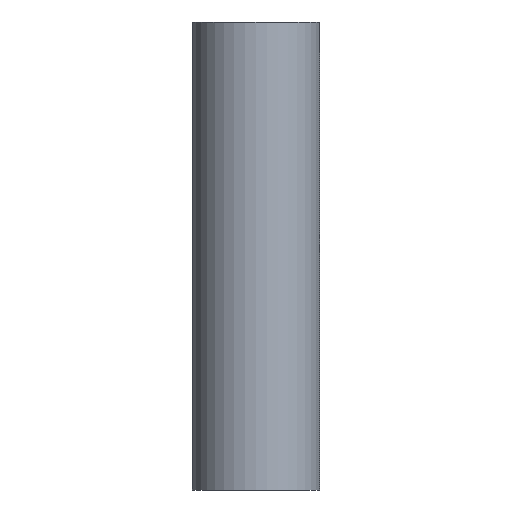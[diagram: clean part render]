
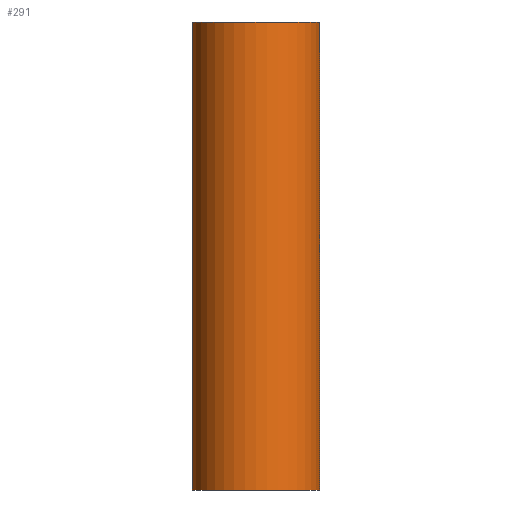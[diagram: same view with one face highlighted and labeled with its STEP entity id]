
A CAD part, left-side view. The second image highlights one B-rep face of the part: STEP entity #291.
In plain terms, the highlighted cylindrical face has radius 9.5 mm (diameter 19 mm), a full revolution.
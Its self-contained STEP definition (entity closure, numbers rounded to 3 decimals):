
#192=CARTESIAN_POINT('',(0.0,0.0,-70.0));
#193=DIRECTION('',(0.0,0.0,1.0));
#194=DIRECTION('',(-1.0,0.0,0.0));
#195=AXIS2_PLACEMENT_3D('',#192,#193,#194);
#196=CYLINDRICAL_SURFACE('',#195,9.5);
#197=CARTESIAN_POINT('',(9.5,0.,-70.0));
#198=VERTEX_POINT('',#197);
#199=CARTESIAN_POINT('',(0.0,0.0,-70.0));
#200=DIRECTION('',(0.0,0.0,-1.0));
#201=DIRECTION('',(-1.0,0.0,0.0));
#202=AXIS2_PLACEMENT_3D('',#199,#200,#201);
#203=CIRCLE('',#202,9.5);
#204=EDGE_CURVE('',#198,#198,#203,.T.);
#205=ORIENTED_EDGE('',*,*,#204,.F.);
#206=EDGE_LOOP('',(#205));
#207=FACE_OUTER_BOUND('',#206,.T.);
#208=CARTESIAN_POINT('',(0.,-9.5,0.));
#209=VERTEX_POINT('',#208);
#210=CARTESIAN_POINT('',(0.,9.5,0.));
#211=VERTEX_POINT('',#210);
#212=CARTESIAN_POINT('',(0.,-9.5,0.));
#213=CARTESIAN_POINT('',(0.,-9.5,-0.057));
#214=CARTESIAN_POINT('',(0.,-9.5,-0.114));
#215=CARTESIAN_POINT('',(0.,-9.5,-0.171));
#216=CARTESIAN_POINT('',(0.008,-9.5,-3.449));
#217=CARTESIAN_POINT('',(0.246,-9.505,-6.565));
#218=CARTESIAN_POINT('',(0.645,-9.478,-9.502));
#219=CARTESIAN_POINT('',(1.085,-9.448,-12.743));
#220=CARTESIAN_POINT('',(1.72,-9.374,-15.766));
#221=CARTESIAN_POINT('',(2.457,-9.177,-18.548));
#222=CARTESIAN_POINT('',(2.908,-9.056,-20.25));
#223=CARTESIAN_POINT('',(3.398,-8.889,-21.863));
#224=CARTESIAN_POINT('',(3.904,-8.661,-23.379));
#225=CARTESIAN_POINT('',(4.171,-8.54,-24.179));
#226=CARTESIAN_POINT('',(4.441,-8.404,-24.946));
#227=CARTESIAN_POINT('',(4.709,-8.251,-25.676));
#228=CARTESIAN_POINT('',(5.338,-7.892,-27.392));
#229=CARTESIAN_POINT('',(5.957,-7.442,-28.909));
#230=CARTESIAN_POINT('',(6.53,-6.9,-30.236));
#231=CARTESIAN_POINT('',(6.689,-6.75,-30.603));
#232=CARTESIAN_POINT('',(6.843,-6.594,-30.954));
#233=CARTESIAN_POINT('',(7.,-6.423,-31.305));
#234=CARTESIAN_POINT('',(7.331,-6.062,-32.045));
#235=CARTESIAN_POINT('',(7.666,-5.641,-32.768));
#236=CARTESIAN_POINT('',(7.983,-5.15,-33.431));
#237=CARTESIAN_POINT('',(8.184,-4.838,-33.852));
#238=CARTESIAN_POINT('',(8.377,-4.499,-34.249));
#239=CARTESIAN_POINT('',(8.56,-4.121,-34.617));
#240=CARTESIAN_POINT('',(8.853,-3.511,-35.211));
#241=CARTESIAN_POINT('',(9.115,-2.801,-35.724));
#242=CARTESIAN_POINT('',(9.287,-1.998,-36.059));
#243=CARTESIAN_POINT('',(9.362,-1.654,-36.203));
#244=CARTESIAN_POINT('',(9.419,-1.291,-36.314));
#245=CARTESIAN_POINT('',(9.456,-0.918,-36.384));
#246=CARTESIAN_POINT('',(9.496,-0.497,-36.462));
#247=CARTESIAN_POINT('',(9.509,-0.07,-36.487));
#248=CARTESIAN_POINT('',(9.493,0.359,-36.456));
#249=CARTESIAN_POINT('',(9.48,0.701,-36.431));
#250=CARTESIAN_POINT('',(9.449,1.041,-36.37));
#251=CARTESIAN_POINT('',(9.401,1.367,-36.279));
#252=CARTESIAN_POINT('',(9.351,1.711,-36.182));
#253=CARTESIAN_POINT('',(9.284,2.043,-36.052));
#254=CARTESIAN_POINT('',(9.201,2.364,-35.891));
#255=CARTESIAN_POINT('',(8.928,3.429,-35.357));
#256=CARTESIAN_POINT('',(8.465,4.448,-34.451));
#257=CARTESIAN_POINT('',(7.849,5.351,-33.15));
#258=CARTESIAN_POINT('',(7.449,5.939,-32.304));
#259=CARTESIAN_POINT('',(6.984,6.478,-31.292));
#260=CARTESIAN_POINT('',(6.472,6.954,-30.101));
#261=CARTESIAN_POINT('',(6.24,7.17,-29.563));
#262=CARTESIAN_POINT('',(6.002,7.37,-28.994));
#263=CARTESIAN_POINT('',(5.761,7.553,-28.401));
#264=CARTESIAN_POINT('',(4.843,8.254,-26.138));
#265=CARTESIAN_POINT('',(3.876,8.723,-23.491));
#266=CARTESIAN_POINT('',(2.992,9.016,-20.468));
#267=CARTESIAN_POINT('',(2.332,9.235,-18.21));
#268=CARTESIAN_POINT('',(1.718,9.357,-15.74));
#269=CARTESIAN_POINT('',(1.219,9.421,-13.065));
#270=CARTESIAN_POINT('',(0.651,9.495,-10.019));
#271=CARTESIAN_POINT('',(0.232,9.499,-6.712));
#272=CARTESIAN_POINT('',(0.072,9.5,-3.173));
#273=CARTESIAN_POINT('',(0.027,9.5,-2.19));
#274=CARTESIAN_POINT('',(0.003,9.5,-1.189));
#275=CARTESIAN_POINT('',(0.,9.5,-0.171));
#276=CARTESIAN_POINT('',(0.,9.5,-0.114));
#277=CARTESIAN_POINT('',(0.,9.5,-0.057));
#278=CARTESIAN_POINT('',(0.,9.5,0.));
#279=B_SPLINE_CURVE_WITH_KNOTS('',3,(#212,#213,#214,#215,#216,#217,#218,#219,#220,#221,#222,#223,#224,#225,#226,#227,#228,#229,#230,#231,#232,#233,#234,#235,#236,#237,#238,#239,#240,#241,#242,#243,#244,#245,#246,#247,#248,#249,#250,#251,#252,#253,#254,#255,#256,#257,#258,#259,#260,#261,#262,#263,#264,#265,#266,#267,#268,#269,#270,#271,#272,#273,#274,#275,#276,#277,#278),.UNSPECIFIED.,.F.,.U.,(4,3,3,3,3,3,3,3,3,3,3,3,3,3,3,3,3,3,3,3,3,3,4),(-16.761,-16.731,-15.029,-13.15,-12.,-11.395,-9.97,-9.576,-8.744,-8.215,-7.364,-6.999,-6.586,-6.257,-5.908,-4.755,-4.005,-3.665,-2.372,-1.406,-0.305,0.0,0.017),.UNSPECIFIED.);
#280=EDGE_CURVE('',#209,#211,#279,.T.);
#281=ORIENTED_EDGE('',*,*,#280,.F.);
#282=CARTESIAN_POINT('',(0.0,0.0,0.0));
#283=DIRECTION('',(0.0,0.0,-1.0));
#284=DIRECTION('',(-1.0,0.0,0.0));
#285=AXIS2_PLACEMENT_3D('',#282,#283,#284);
#286=CIRCLE('',#285,9.5);
#287=EDGE_CURVE('',#209,#211,#286,.T.);
#288=ORIENTED_EDGE('',*,*,#287,.T.);
#289=EDGE_LOOP('',(#281,#288));
#290=FACE_BOUND('',#289,.T.);
#291=ADVANCED_FACE('',(#207,#290),#196,.T.);
